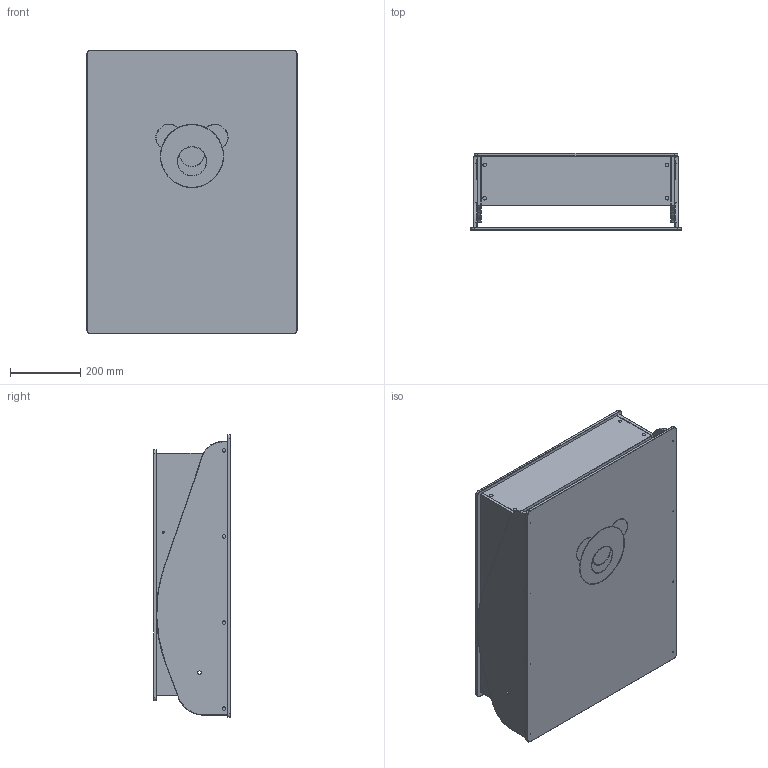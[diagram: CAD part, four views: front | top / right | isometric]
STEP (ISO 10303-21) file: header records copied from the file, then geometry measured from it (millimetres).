
FILE_DESCRIPTION(/* description */ (''),/* implementation_level */ '2;1');
FILE_NAME(/* name */ 'STEP_K~1',/* time_stamp */ '2021-11-02T08:58:31+02:00',/* author */ (''),/* organization */ (''),/* preprocessor_version */ 'ST-DEVELOPER v16.5',/* originating_system */ '',/* authorisation */ '');
FILE_SCHEMA (('AUTOMOTIVE_DESIGN'));
Length unit declared in the file: millimetre
Products named in the file (13): Document; QZ_Verb; timkid-1036V3; timkid-1035V2 B�rchen; Liegeseite rechts gesp; Scheibe 2; Seite links gespiegelt; timkid-1040V1; anschlag; winkel gro�; timkid-1038V1; timkid-1039V1; winkel klein
Assembly tree (16 placements, depth 2):
  Document
    QZ_Verb  x4
    timkid-1036V3
    timkid-1035V2 B�rchen
    Liegeseite rechts gesp
    Scheibe 2  x2
    Seite links gespiegelt
    timkid-1040V1
    anschlag
    winkel gro�
    timkid-1038V1
    timkid-1039V1
    winkel klein
Bounding box: 598 x 219 x 805 mm (x, y, z)
Volume: 12538257.7 mm3; surface area: 3317190.5 mm2
Topology: 16 solids, 16 shells, 627 faces, 1478 edges, 911 vertices
Faces by surface type: bspline 404, plane 223
Entity records: 20847 total; most frequent: CARTESIAN_POINT 12615, ORIENTED_EDGE 2534, EDGE_CURVE 1267, VERTEX_POINT 807, EDGE_LOOP 698, B_SPLINE_CURVE_WITH_KNOTS 689, ADVANCED_FACE 555, FACE_OUTER_BOUND 555
